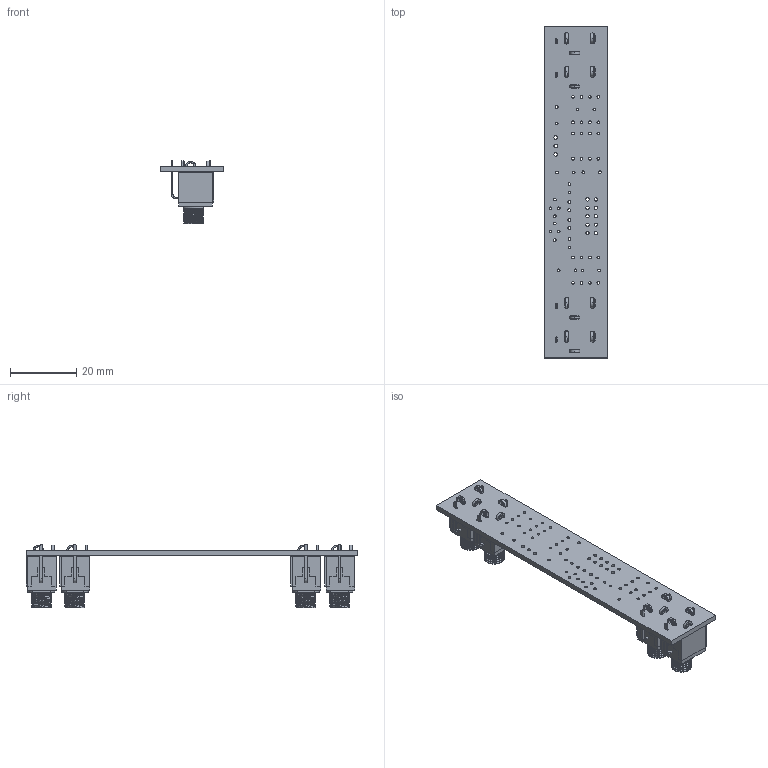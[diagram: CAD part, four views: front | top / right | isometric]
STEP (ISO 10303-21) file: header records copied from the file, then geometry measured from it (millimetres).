
FILE_DESCRIPTION(('KiCad electronic assembly'),'2;1');
FILE_NAME('noise_pcb.step','2022-03-07T23:21:35',('Pcbnew'),('Kicad'), 'Open CASCADE STEP processor 7.5','KiCad to STEP converter','Unknown' );
FILE_SCHEMA(('AUTOMOTIVE_DESIGN { 1 0 10303 214 1 1 1 1 }'));
Length unit declared in the file: millimetre
Products named in the file (14): noise_pcb 1; Jack_2.5mm_MJ-355W_Vertical; SOLID; PJ398SM; noise_pcb PCB
Assembly tree (19 placements, depth 3):
  noise_pcb 1
    Jack_2.5mm_MJ-355W_Vertical  x4
      SOLID
      SOLID
      SOLID
      SOLID
      SOLID
    PJ398SM  x4
      SOLID
      SOLID
      SOLID
      SOLID
      SOLID
    noise_pcb PCB
Bounding box: 19 x 100 x 19.05 mm (x, y, z)
Volume: 8412.6 mm3; surface area: 13923.2 mm2
Topology: 41 solids, 41 shells, 1003 faces, 2523 edges, 1598 vertices
Faces by surface type: bspline 868, cylinder 97, plane 38
Full cylindrical faces by diameter (mm): 0.8 x48, 0.9 x4, 1 x10, 1.1 x3
Entity records: 25837 total; most frequent: CARTESIAN_POINT 10644, ORIENTED_EDGE 1860, PCURVE 1860, DEFINITIONAL_REPRESENTATION 1860, DIRECTION 1507, B_SPLINE_CURVE_WITH_KNOTS 1416, EDGE_CURVE 930, SURFACE_CURVE 840
